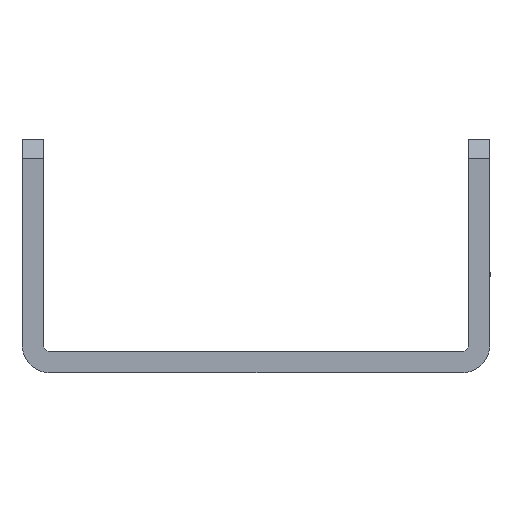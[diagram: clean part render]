
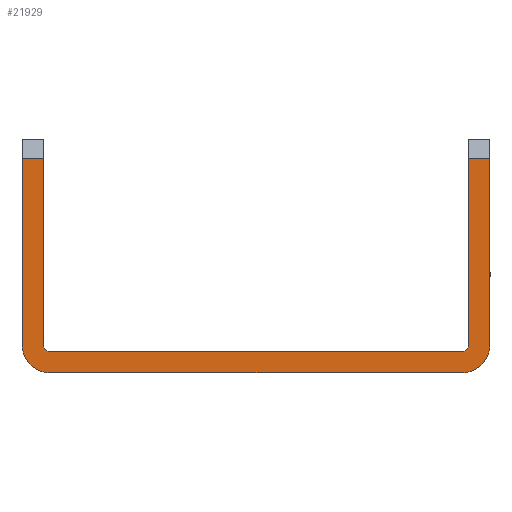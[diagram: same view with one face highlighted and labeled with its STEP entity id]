
A CAD part, left-side view. The second image highlights one B-rep face of the part: STEP entity #21929.
In plain terms, the highlighted planar face has unit normal (-1, 0, 0).
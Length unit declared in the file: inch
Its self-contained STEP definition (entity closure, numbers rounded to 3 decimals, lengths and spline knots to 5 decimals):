
#346 = AXIS2_PLACEMENT_3D ( 'NONE', #11728, #20185, #18600 ) ;
#543 = DIRECTION ( 'NONE',  ( 0., 0., -1. ) ) ;
#569 = EDGE_LOOP ( 'NONE', ( #9079, #2821, #10309, #13647, #11400, #20300, #8395, #10176, #21398, #7971, #11893, #1346 ) ) ;
#643 = LINE ( 'NONE', #5839, #7494 ) ;
#795 = CARTESIAN_POINT ( 'NONE',  ( -29.5, -1., 0. ) ) ;
#928 = CARTESIAN_POINT ( 'NONE',  ( -29.5, 0.91, 0.122 ) ) ;
#1143 = CARTESIAN_POINT ( 'NONE',  ( -29.5, 0.878, 0.09 ) ) ;
#1346 = ORIENTED_EDGE ( 'NONE', *, *, #7413, .T. ) ;
#1408 = CARTESIAN_POINT ( 'NONE',  ( -29.5, -1., 0.915 ) ) ;
#1845 = EDGE_CURVE ( 'NONE', #5196, #2192, #10017, .T. ) ;
#2192 = VERTEX_POINT ( 'NONE', #11461 ) ;
#2357 = DIRECTION ( 'NONE',  ( 0., 0., -1. ) ) ;
#2821 = ORIENTED_EDGE ( 'NONE', *, *, #10439, .F. ) ;
#2961 = CARTESIAN_POINT ( 'NONE',  ( -29.5, 0.91, 0.915 ) ) ;
#3005 = EDGE_CURVE ( 'NONE', #19206, #2192, #9349, .T. ) ;
#3298 = LINE ( 'NONE', #13477, #16789 ) ;
#3344 = CARTESIAN_POINT ( 'NONE',  ( -29.5, -0.878, 0.122 ) ) ;
#3412 = VERTEX_POINT ( 'NONE', #2961 ) ;
#3853 = CIRCLE ( 'NONE', #10740, 0.122 ) ;
#4162 = VERTEX_POINT ( 'NONE', #19207 ) ;
#4226 = VERTEX_POINT ( 'NONE', #13537 ) ;
#4454 = DIRECTION ( 'NONE',  ( 0., 0., 1. ) ) ;
#4749 = VERTEX_POINT ( 'NONE', #13937 ) ;
#4915 = AXIS2_PLACEMENT_3D ( 'NONE', #14111, #5510, #543 ) ;
#5139 = VERTEX_POINT ( 'NONE', #1143 ) ;
#5196 = VERTEX_POINT ( 'NONE', #17302 ) ;
#5281 = DIRECTION ( 'NONE',  ( 1., 0., 0. ) ) ;
#5306 = AXIS2_PLACEMENT_3D ( 'NONE', #13873, #5281, #12635 ) ;
#5510 = DIRECTION ( 'NONE',  ( 1., 0., 0. ) ) ;
#5839 = CARTESIAN_POINT ( 'NONE',  ( -29.5, 1., 0. ) ) ;
#6154 = LINE ( 'NONE', #7847, #8656 ) ;
#6373 = VERTEX_POINT ( 'NONE', #928 ) ;
#6674 = AXIS2_PLACEMENT_3D ( 'NONE', #3344, #17137, #20635 ) ;
#7216 = PLANE ( 'NONE',  #4915 ) ;
#7343 = CARTESIAN_POINT ( 'NONE',  ( -29.5, -0.878, 0.122 ) ) ;
#7413 = EDGE_CURVE ( 'NONE', #19206, #4226, #16781, .T. ) ;
#7494 = VECTOR ( 'NONE', #9465, 39.37008 ) ;
#7847 = CARTESIAN_POINT ( 'NONE',  ( -29.5, 1., 0. ) ) ;
#7971 = ORIENTED_EDGE ( 'NONE', *, *, #1845, .T. ) ;
#8310 = DIRECTION ( 'NONE',  ( 0., 1., 0. ) ) ;
#8395 = ORIENTED_EDGE ( 'NONE', *, *, #15184, .F. ) ;
#8656 = VECTOR ( 'NONE', #4454, 39.37008 ) ;
#8841 = EDGE_CURVE ( 'NONE', #3412, #6373, #19767, .T. ) ;
#9079 = ORIENTED_EDGE ( 'NONE', *, *, #12809, .T. ) ;
#9195 = VECTOR ( 'NONE', #11215, 39.37008 ) ;
#9349 = LINE ( 'NONE', #11163, #12999 ) ;
#9465 = DIRECTION ( 'NONE',  ( 0., 1., 0. ) ) ;
#9548 = LINE ( 'NONE', #16652, #14286 ) ;
#10017 = LINE ( 'NONE', #1408, #13364 ) ;
#10176 = ORIENTED_EDGE ( 'NONE', *, *, #14668, .T. ) ;
#10309 = ORIENTED_EDGE ( 'NONE', *, *, #8841, .F. ) ;
#10439 = EDGE_CURVE ( 'NONE', #6373, #5139, #14773, .T. ) ;
#10568 = CARTESIAN_POINT ( 'NONE',  ( -29.5, -1., 0.122 ) ) ;
#10740 = AXIS2_PLACEMENT_3D ( 'NONE', #7343, #21121, #2357 ) ;
#11102 = LINE ( 'NONE', #795, #9195 ) ;
#11129 = CARTESIAN_POINT ( 'NONE',  ( -29.5, 1., 0.122 ) ) ;
#11163 = CARTESIAN_POINT ( 'NONE',  ( -29.5, -0.91, 0. ) ) ;
#11215 = DIRECTION ( 'NONE',  ( 0., 0., -1. ) ) ;
#11400 = ORIENTED_EDGE ( 'NONE', *, *, #18176, .F. ) ;
#11461 = CARTESIAN_POINT ( 'NONE',  ( -29.5, -0.91, 0.915 ) ) ;
#11534 = CARTESIAN_POINT ( 'NONE',  ( -29.5, -0.91, 0.122 ) ) ;
#11728 = CARTESIAN_POINT ( 'NONE',  ( -29.5, 0.878, 0.122 ) ) ;
#11893 = ORIENTED_EDGE ( 'NONE', *, *, #3005, .F. ) ;
#12635 = DIRECTION ( 'NONE',  ( 0., 0., 1. ) ) ;
#12809 = EDGE_CURVE ( 'NONE', #4226, #5139, #3298, .T. ) ;
#12999 = VECTOR ( 'NONE', #17707, 39.37008 ) ;
#13364 = VECTOR ( 'NONE', #8310, 39.37008 ) ;
#13477 = CARTESIAN_POINT ( 'NONE',  ( -29.5, -1., 0.09 ) ) ;
#13537 = CARTESIAN_POINT ( 'NONE',  ( -29.5, -0.878, 0.09 ) ) ;
#13647 = ORIENTED_EDGE ( 'NONE', *, *, #13933, .F. ) ;
#13873 = CARTESIAN_POINT ( 'NONE',  ( -29.5, 0.878, 0.122 ) ) ;
#13933 = EDGE_CURVE ( 'NONE', #21823, #3412, #9548, .T. ) ;
#13937 = CARTESIAN_POINT ( 'NONE',  ( -29.5, 0.878, 0. ) ) ;
#14111 = CARTESIAN_POINT ( 'NONE',  ( -29.5, -1., 0.09 ) ) ;
#14286 = VECTOR ( 'NONE', #21508, 39.37008 ) ;
#14668 = EDGE_CURVE ( 'NONE', #4162, #18412, #3853, .T. ) ;
#14773 = CIRCLE ( 'NONE', #346, 0.032 ) ;
#15078 = EDGE_CURVE ( 'NONE', #4749, #19842, #20082, .T. ) ;
#15184 = EDGE_CURVE ( 'NONE', #4162, #4749, #643, .T. ) ;
#16652 = CARTESIAN_POINT ( 'NONE',  ( -29.5, 1., 0.915 ) ) ;
#16781 = CIRCLE ( 'NONE', #6674, 0.032 ) ;
#16789 = VECTOR ( 'NONE', #16866, 39.37008 ) ;
#16866 = DIRECTION ( 'NONE',  ( 0., 1., 0. ) ) ;
#17137 = DIRECTION ( 'NONE',  ( 1., 0., 0. ) ) ;
#17302 = CARTESIAN_POINT ( 'NONE',  ( -29.5, -1., 0.915 ) ) ;
#17606 = CARTESIAN_POINT ( 'NONE',  ( -29.5, 1., 0.915 ) ) ;
#17707 = DIRECTION ( 'NONE',  ( 0., 0., 1. ) ) ;
#18176 = EDGE_CURVE ( 'NONE', #19842, #21823, #6154, .T. ) ;
#18412 = VERTEX_POINT ( 'NONE', #10568 ) ;
#18600 = DIRECTION ( 'NONE',  ( 0., 0., 1. ) ) ;
#19077 = FACE_OUTER_BOUND ( 'NONE', #569, .T. ) ;
#19206 = VERTEX_POINT ( 'NONE', #11534 ) ;
#19207 = CARTESIAN_POINT ( 'NONE',  ( -29.5, -0.878, 0. ) ) ;
#19754 = VECTOR ( 'NONE', #19877, 39.37008 ) ;
#19767 = LINE ( 'NONE', #21789, #19754 ) ;
#19842 = VERTEX_POINT ( 'NONE', #11129 ) ;
#19877 = DIRECTION ( 'NONE',  ( 0., 0., -1. ) ) ;
#20082 = CIRCLE ( 'NONE', #5306, 0.122 ) ;
#20185 = DIRECTION ( 'NONE',  ( -1., 0., 0. ) ) ;
#20293 = EDGE_CURVE ( 'NONE', #5196, #18412, #11102, .T. ) ;
#20300 = ORIENTED_EDGE ( 'NONE', *, *, #15078, .F. ) ;
#20635 = DIRECTION ( 'NONE',  ( 0., 0., -1. ) ) ;
#21121 = DIRECTION ( 'NONE',  ( -1., 0., 0. ) ) ;
#21398 = ORIENTED_EDGE ( 'NONE', *, *, #20293, .F. ) ;
#21508 = DIRECTION ( 'NONE',  ( 0., -1., 0. ) ) ;
#21789 = CARTESIAN_POINT ( 'NONE',  ( -29.5, 0.91, 0. ) ) ;
#21823 = VERTEX_POINT ( 'NONE', #17606 ) ;
#21929 = ADVANCED_FACE ( 'NONE', ( #19077 ), #7216, .F. ) ;
